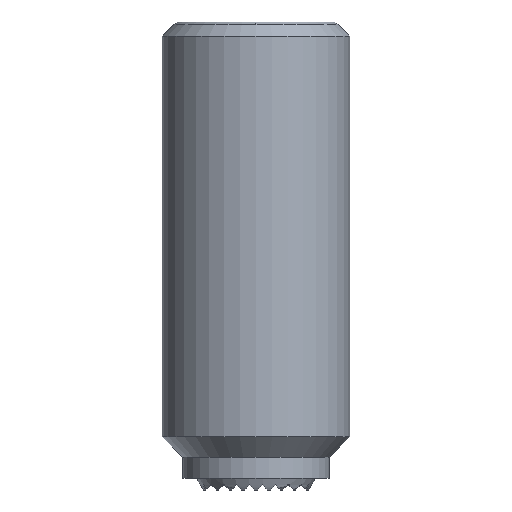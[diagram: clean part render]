
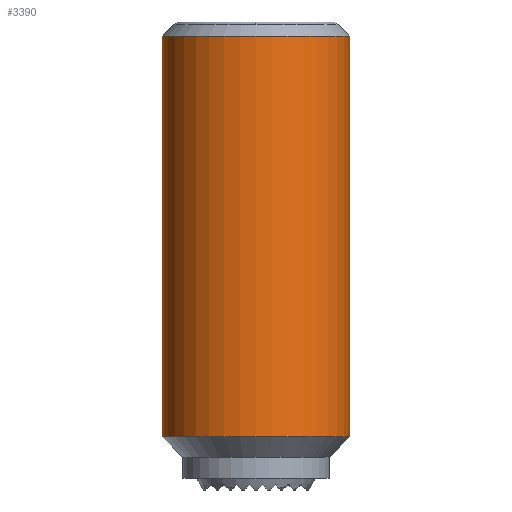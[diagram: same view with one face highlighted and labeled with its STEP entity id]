
A CAD part, front view. The second image highlights one B-rep face of the part: STEP entity #3390.
In plain terms, the highlighted cylindrical face has radius 4 mm (diameter 8 mm), a partial arc.
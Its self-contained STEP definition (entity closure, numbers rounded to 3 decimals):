
#1562=VERTEX_POINT('',#4531);
#2044=EDGE_CURVE('',#4052,#3680,#5066,.T.);
#3374=EDGE_CURVE('',#4180,#4052,#6553,.T.);
#3390=ADVANCED_FACE('',(#6571),#6572,.T.);
#3680=VERTEX_POINT('',#6893);
#3778=EDGE_CURVE('',#1562,#4180,#7005,.T.);
#4052=VERTEX_POINT('',#7311);
#4180=VERTEX_POINT('',#7456);
#4202=EDGE_CURVE('',#1562,#3680,#7480,.T.);
#4531=CARTESIAN_POINT('',(-4.,0.,-17.725));
#5066=LINE('',#8633,#8634);
#6553=CIRCLE('',#10732,4.0);
#6571=FACE_OUTER_BOUND('',#10757,.T.);
#6572=CYLINDRICAL_SURFACE('',#10758,4.0);
#6893=CARTESIAN_POINT('',(4.,0.,-17.725));
#7005=LINE('',#11373,#11374);
#7311=CARTESIAN_POINT('',(4.,0.,-0.6));
#7456=CARTESIAN_POINT('',(-4.,0.,-0.6));
#7480=CIRCLE('',#12066,4.0);
#8633=CARTESIAN_POINT('',(4.,0.,-9.163));
#8634=VECTOR('',#13128,1.0);
#10732=AXIS2_PLACEMENT_3D('',#14824,#14825,#14826);
#10757=EDGE_LOOP('',(#14849,#14850,#14851,#14852));
#10758=AXIS2_PLACEMENT_3D('',#14853,#14854,#14855);
#11373=CARTESIAN_POINT('',(-4.,0.,-9.163));
#11374=VECTOR('',#15323,1.0);
#12066=AXIS2_PLACEMENT_3D('',#15921,#15922,#15923);
#13128=DIRECTION('',(-0.0,-0.0,-1.0));
#14824=CARTESIAN_POINT('',(0.,0.,-0.6));
#14825=DIRECTION('',(0.0,0.0,1.0));
#14826=DIRECTION('',(-1.0,0.,0.0));
#14849=ORIENTED_EDGE('',*,*,#3778,.F.);
#14850=ORIENTED_EDGE('',*,*,#4202,.T.);
#14851=ORIENTED_EDGE('',*,*,#2044,.F.);
#14852=ORIENTED_EDGE('',*,*,#3374,.F.);
#14853=CARTESIAN_POINT('',(0.,0.,-9.163));
#14854=DIRECTION('',(-0.0,-0.0,-1.0));
#14855=DIRECTION('',(-1.0,0.,0.0));
#15323=DIRECTION('',(0.0,0.0,1.0));
#15921=CARTESIAN_POINT('',(0.,0.,-17.725));
#15922=DIRECTION('',(0.0,0.0,1.0));
#15923=DIRECTION('',(-1.0,0.,0.0));
